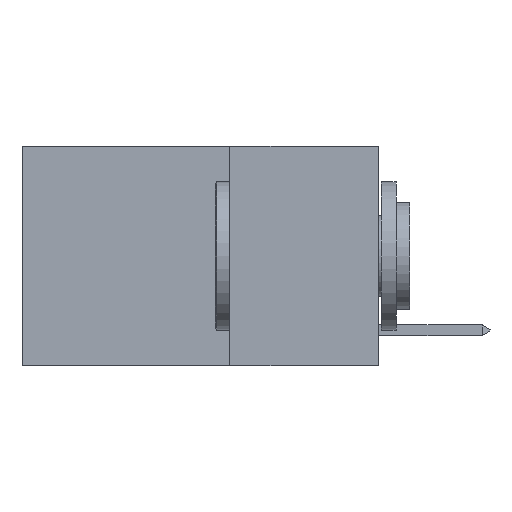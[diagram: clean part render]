
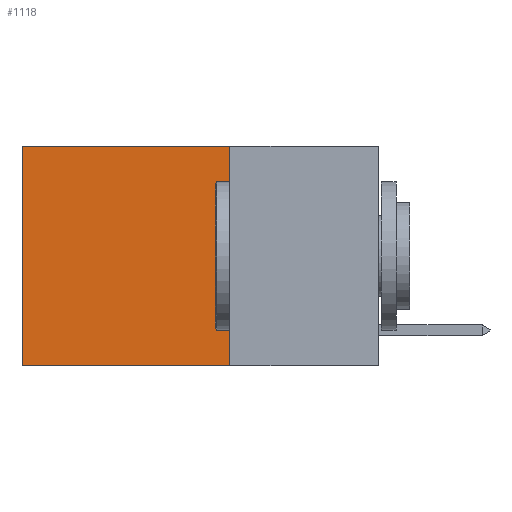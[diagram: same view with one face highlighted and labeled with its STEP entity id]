
A CAD part, left-side view. The second image highlights one B-rep face of the part: STEP entity #1118.
In plain terms, the highlighted planar face has unit normal (-1, 0, 0).
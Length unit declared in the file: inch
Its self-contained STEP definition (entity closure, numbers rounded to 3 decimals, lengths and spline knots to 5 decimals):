
#833 = LINE ( 'NONE', #12813, #4703 ) ;
#861 = CARTESIAN_POINT ( 'NONE',  ( 0.2625, 0.25, -0.37 ) ) ;
#1118 = ADVANCED_FACE ( 'NONE', ( #4991 ), #3925, .F. ) ;
#1123 = VECTOR ( 'NONE', #11094, 39.37008 ) ;
#1910 = DIRECTION ( 'NONE',  ( 0., 0., -1. ) ) ;
#2778 = AXIS2_PLACEMENT_3D ( 'NONE', #8879, #8058, #12013 ) ;
#2854 = LINE ( 'NONE', #11051, #8015 ) ;
#3925 = PLANE ( 'NONE',  #2778 ) ;
#4495 = EDGE_CURVE ( 'NONE', #5670, #12655, #2854, .T. ) ;
#4640 = ORIENTED_EDGE ( 'NONE', *, *, #4495, .T. ) ;
#4647 = ORIENTED_EDGE ( 'NONE', *, *, #7960, .T. ) ;
#4703 = VECTOR ( 'NONE', #8003, 39.37008 ) ;
#4991 = FACE_OUTER_BOUND ( 'NONE', #7359, .T. ) ;
#5404 = ORIENTED_EDGE ( 'NONE', *, *, #7574, .F. ) ;
#5670 = VERTEX_POINT ( 'NONE', #12731 ) ;
#5748 = CARTESIAN_POINT ( 'NONE',  ( 0.2625, 0.25, 0. ) ) ;
#5826 = EDGE_CURVE ( 'NONE', #8336, #12655, #8999, .T. ) ;
#7005 = LINE ( 'NONE', #5748, #1123 ) ;
#7057 = CARTESIAN_POINT ( 'NONE',  ( 0.2625, 0.25, 0. ) ) ;
#7099 = DIRECTION ( 'NONE',  ( 0., 1., 0. ) ) ;
#7359 = EDGE_LOOP ( 'NONE', ( #4640, #10520, #5404, #4647 ) ) ;
#7539 = CARTESIAN_POINT ( 'NONE',  ( 0.2625, 0.6, -0.37 ) ) ;
#7574 = EDGE_CURVE ( 'NONE', #10608, #8336, #7005, .T. ) ;
#7960 = EDGE_CURVE ( 'NONE', #10608, #5670, #833, .T. ) ;
#8003 = DIRECTION ( 'NONE',  ( 0., 1., 0. ) ) ;
#8015 = VECTOR ( 'NONE', #1910, 39.37008 ) ;
#8058 = DIRECTION ( 'NONE',  ( 1., 0., 0. ) ) ;
#8336 = VERTEX_POINT ( 'NONE', #861 ) ;
#8879 = CARTESIAN_POINT ( 'NONE',  ( 0.2625, 0.25, 0. ) ) ;
#8999 = LINE ( 'NONE', #11122, #11067 ) ;
#10520 = ORIENTED_EDGE ( 'NONE', *, *, #5826, .F. ) ;
#10608 = VERTEX_POINT ( 'NONE', #7057 ) ;
#11051 = CARTESIAN_POINT ( 'NONE',  ( 0.2625, 0.6, 0. ) ) ;
#11067 = VECTOR ( 'NONE', #7099, 39.37008 ) ;
#11094 = DIRECTION ( 'NONE',  ( 0., 0., -1. ) ) ;
#11122 = CARTESIAN_POINT ( 'NONE',  ( 0.2625, 0.25, -0.37 ) ) ;
#12013 = DIRECTION ( 'NONE',  ( 0., 0., -1. ) ) ;
#12655 = VERTEX_POINT ( 'NONE', #7539 ) ;
#12731 = CARTESIAN_POINT ( 'NONE',  ( 0.2625, 0.6, 0. ) ) ;
#12813 = CARTESIAN_POINT ( 'NONE',  ( 0.2625, 0.25, 0. ) ) ;
